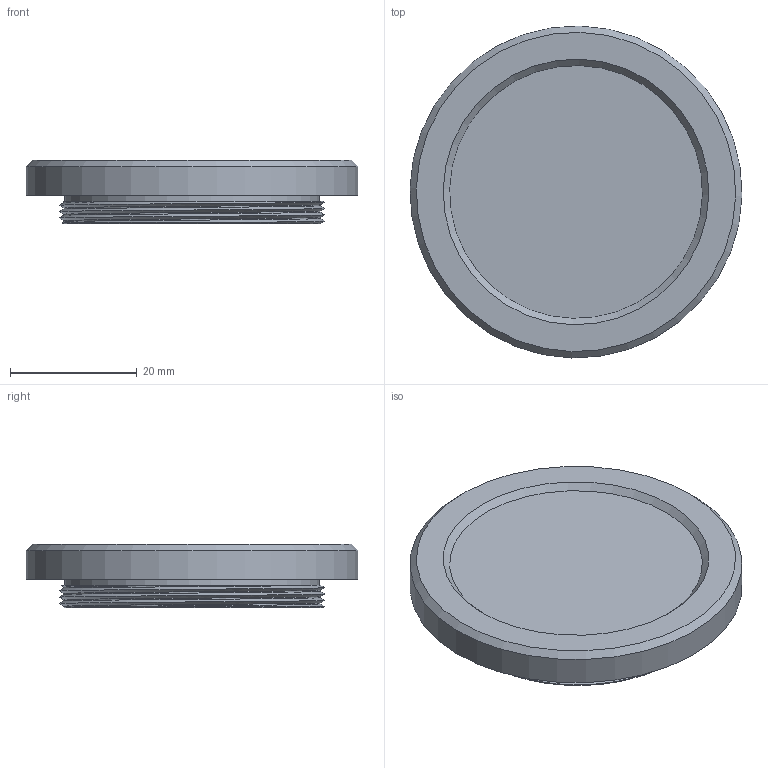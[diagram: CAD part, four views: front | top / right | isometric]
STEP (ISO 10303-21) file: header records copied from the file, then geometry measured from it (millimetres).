
FILE_DESCRIPTION(/* description */ (''),/* implementation_level */ '2;1');
FILE_NAME(/* name */ 'baseBodyCap_M42',/* time_stamp */ '2023-12-05T12:42:56-05:00',/* author */ ('George Moua'),/* organization */ ('Archive 663'),/* preprocessor_version */ 'ST-DEVELOPER v16.7',/* originating_system */ 'Solid Edge',/* authorisation */ 'Unknown');
FILE_SCHEMA (('AUTOMOTIVE_DESIGN {1 0 10303 214 3 1 1}'));
Length unit declared in the file: millimetre
Products named in the file (3): mountLensBase; mountLensBase_M42_oa_0; baseBodyCap_M42
Assembly tree (2 placements, depth 3):
  mountLensBase
    mountLensBase_M42_oa_0
      baseBodyCap_M42
Bounding box: 52.48 x 52.48 x 10 mm (x, y, z)
Volume: 6112.9 mm3; surface area: 8226.6 mm2
Topology: 1 solids, 1 shells, 20 faces, 47 edges, 35 vertices
Faces by surface type: plane 8, cylinder 6, bspline 3, cone 3
Full cylindrical faces by diameter (mm): 38.4 x1, 40.25 x1, 45.5 x1, 49.5 x1, 52.5 x1
Entity records: 4666 total; most frequent: CARTESIAN_POINT 4200, ORIENTED_EDGE 78, DIRECTION 72, EDGE_CURVE 39, AXIS2_PLACEMENT_3D 36, VERTEX_POINT 34, EDGE_LOOP 33, FACE_BOUND 33
